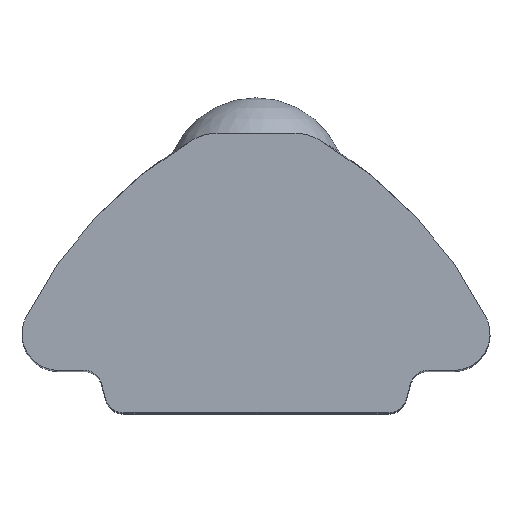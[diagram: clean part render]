
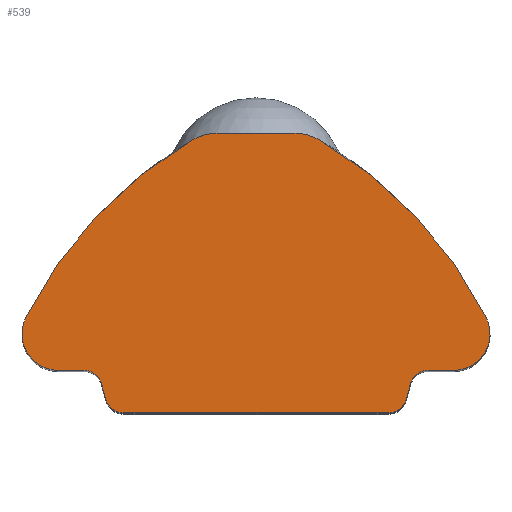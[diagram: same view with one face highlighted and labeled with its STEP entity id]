
A CAD part, top view. The second image highlights one B-rep face of the part: STEP entity #539.
In plain terms, the highlighted planar face has unit normal (0, 0, 1).
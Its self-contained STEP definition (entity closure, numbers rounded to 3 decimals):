
#32=PLANE('',#606);
#37=CIRCLE('',#564,7.);
#38=CIRCLE('',#566,0.3);
#42=CIRCLE('',#572,0.3);
#43=CIRCLE('',#574,7.);
#45=CIRCLE('',#578,0.8);
#48=CIRCLE('',#584,0.8);
#49=CIRCLE('',#586,0.6);
#51=CIRCLE('',#590,0.3);
#54=CIRCLE('',#597,0.3);
#56=CIRCLE('',#601,0.6);
#83=LINE('',#930,#121);
#87=LINE('',#942,#125);
#89=LINE('',#946,#127);
#90=LINE('',#948,#128);
#94=LINE('',#960,#132);
#97=LINE('',#970,#135);
#121=VECTOR('',#702,1000.);
#125=VECTOR('',#714,1000.);
#127=VECTOR('',#720,1000.);
#128=VECTOR('',#723,1000.);
#132=VECTOR('',#735,1000.);
#135=VECTOR('',#748,1000.);
#256=ORIENTED_EDGE('',*,*,#307,.T.);
#257=ORIENTED_EDGE('',*,*,#346,.T.);
#258=ORIENTED_EDGE('',*,*,#349,.T.);
#259=ORIENTED_EDGE('',*,*,#352,.F.);
#260=ORIENTED_EDGE('',*,*,#355,.T.);
#261=ORIENTED_EDGE('',*,*,#314,.T.);
#262=ORIENTED_EDGE('',*,*,#358,.T.);
#263=ORIENTED_EDGE('',*,*,#324,.T.);
#264=ORIENTED_EDGE('',*,*,#359,.T.);
#265=ORIENTED_EDGE('',*,*,#362,.F.);
#266=ORIENTED_EDGE('',*,*,#365,.T.);
#267=ORIENTED_EDGE('',*,*,#368,.T.);
#268=ORIENTED_EDGE('',*,*,#329,.T.);
#269=ORIENTED_EDGE('',*,*,#337,.T.);
#270=ORIENTED_EDGE('',*,*,#371,.T.);
#271=ORIENTED_EDGE('',*,*,#345,.T.);
#307=EDGE_CURVE('',#384,#383,#37,.T.);
#314=EDGE_CURVE('',#391,#390,#38,.T.);
#324=EDGE_CURVE('',#396,#398,#42,.T.);
#329=EDGE_CURVE('',#403,#402,#43,.T.);
#337=EDGE_CURVE('',#402,#408,#45,.T.);
#345=EDGE_CURVE('',#412,#384,#48,.T.);
#346=EDGE_CURVE('',#383,#413,#49,.T.);
#349=EDGE_CURVE('',#413,#415,#83,.T.);
#352=EDGE_CURVE('',#417,#415,#51,.T.);
#355=EDGE_CURVE('',#417,#391,#87,.T.);
#358=EDGE_CURVE('',#390,#396,#89,.T.);
#359=EDGE_CURVE('',#398,#419,#90,.T.);
#362=EDGE_CURVE('',#421,#419,#54,.T.);
#365=EDGE_CURVE('',#421,#423,#94,.T.);
#368=EDGE_CURVE('',#423,#403,#56,.T.);
#371=EDGE_CURVE('',#408,#412,#97,.T.);
#383=VERTEX_POINT('',#799);
#384=VERTEX_POINT('',#801);
#390=VERTEX_POINT('',#826);
#391=VERTEX_POINT('',#828);
#396=VERTEX_POINT('',#841);
#398=VERTEX_POINT('',#852);
#402=VERTEX_POINT('',#872);
#403=VERTEX_POINT('',#874);
#408=VERTEX_POINT('',#897);
#412=VERTEX_POINT('',#917);
#413=VERTEX_POINT('',#925);
#415=VERTEX_POINT('',#931);
#417=VERTEX_POINT('',#937);
#419=VERTEX_POINT('',#949);
#421=VERTEX_POINT('',#955);
#423=VERTEX_POINT('',#961);
#464=EDGE_LOOP('',(#256,#257,#258,#259,#260,#261,#262,#263,#264,#265,#266,
#267,#268,#269,#270,#271));
#494=FACE_BOUND('',#464,.T.);
#539=ADVANCED_FACE('',(#494),#32,.T.);
#564=AXIS2_PLACEMENT_3D('',#800,#635,#636);
#566=AXIS2_PLACEMENT_3D('',#827,#643,#644);
#572=AXIS2_PLACEMENT_3D('',#853,#660,#661);
#574=AXIS2_PLACEMENT_3D('',#873,#666,#667);
#578=AXIS2_PLACEMENT_3D('',#898,#677,#678);
#584=AXIS2_PLACEMENT_3D('',#922,#691,#692);
#586=AXIS2_PLACEMENT_3D('',#924,#695,#696);
#590=AXIS2_PLACEMENT_3D('',#936,#707,#708);
#597=AXIS2_PLACEMENT_3D('',#954,#728,#729);
#601=AXIS2_PLACEMENT_3D('',#966,#740,#741);
#606=AXIS2_PLACEMENT_3D('',#972,#751,#752);
#635=DIRECTION('',(0.,0.,1.));
#636=DIRECTION('',(1.,0.,0.));
#643=DIRECTION('',(0.,0.,1.));
#644=DIRECTION('',(1.,0.,0.));
#660=DIRECTION('',(0.,0.,1.));
#661=DIRECTION('',(1.,0.,0.));
#666=DIRECTION('',(0.,0.,1.));
#667=DIRECTION('',(1.,0.,0.));
#677=DIRECTION('',(0.,0.,1.));
#678=DIRECTION('',(1.,0.,0.));
#691=DIRECTION('',(0.,0.,1.));
#692=DIRECTION('',(1.,0.,0.));
#695=DIRECTION('',(0.,0.,1.));
#696=DIRECTION('',(1.,0.,0.));
#702=DIRECTION('',(1.,0.,0.));
#707=DIRECTION('',(0.,0.,1.));
#708=DIRECTION('',(1.,0.,0.));
#714=DIRECTION('',(0.259,-0.966,0.));
#720=DIRECTION('',(1.,0.,0.));
#723=DIRECTION('',(0.259,0.966,0.));
#728=DIRECTION('',(0.,0.,1.));
#729=DIRECTION('',(1.,0.,0.));
#735=DIRECTION('',(1.,0.,0.));
#740=DIRECTION('',(0.,0.,1.));
#741=DIRECTION('',(1.,0.,0.));
#748=DIRECTION('',(-1.,0.,0.));
#751=DIRECTION('',(0.,0.,1.));
#752=DIRECTION('',(1.,0.,0.));
#799=CARTESIAN_POINT('',(-3.787,1.568,0.));
#800=CARTESIAN_POINT('',(2.475,-1.56,0.));
#801=CARTESIAN_POINT('',(-1.043,4.492,0.));
#826=CARTESIAN_POINT('',(-2.182,0.,0.));
#827=CARTESIAN_POINT('',(-2.182,0.3,0.));
#828=CARTESIAN_POINT('',(-2.472,0.222,0.));
#841=CARTESIAN_POINT('',(2.182,0.,0.));
#852=CARTESIAN_POINT('',(2.472,0.222,0.));
#853=CARTESIAN_POINT('',(2.182,0.3,0.));
#872=CARTESIAN_POINT('',(1.043,4.492,0.));
#873=CARTESIAN_POINT('',(-2.475,-1.56,0.));
#874=CARTESIAN_POINT('',(3.787,1.568,0.));
#897=CARTESIAN_POINT('',(0.641,4.6,0.));
#898=CARTESIAN_POINT('',(0.641,3.8,0.));
#917=CARTESIAN_POINT('',(-0.641,4.6,0.));
#922=CARTESIAN_POINT('',(-0.641,3.8,0.));
#924=CARTESIAN_POINT('',(-3.25,1.3,0.));
#925=CARTESIAN_POINT('',(-3.25,0.7,0.));
#930=CARTESIAN_POINT('',(-3.25,0.7,0.));
#931=CARTESIAN_POINT('',(-2.83,0.7,0.));
#936=CARTESIAN_POINT('',(-2.83,0.4,0.));
#937=CARTESIAN_POINT('',(-2.54,0.478,0.));
#942=CARTESIAN_POINT('',(-2.54,0.478,0.));
#946=CARTESIAN_POINT('',(-2.182,0.,0.));
#948=CARTESIAN_POINT('',(2.472,0.222,0.));
#949=CARTESIAN_POINT('',(2.54,0.478,0.));
#954=CARTESIAN_POINT('',(2.83,0.4,0.));
#955=CARTESIAN_POINT('',(2.83,0.7,0.));
#960=CARTESIAN_POINT('',(2.83,0.7,0.));
#961=CARTESIAN_POINT('',(3.25,0.7,0.));
#966=CARTESIAN_POINT('',(3.25,1.3,0.));
#970=CARTESIAN_POINT('',(0.641,4.6,0.));
#972=CARTESIAN_POINT('',(2.475,-1.56,0.));
